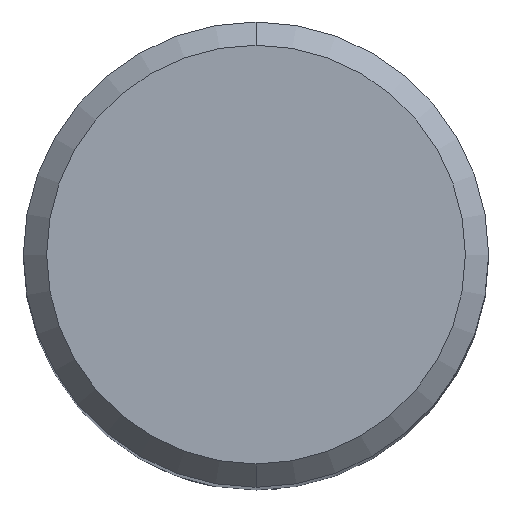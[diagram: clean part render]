
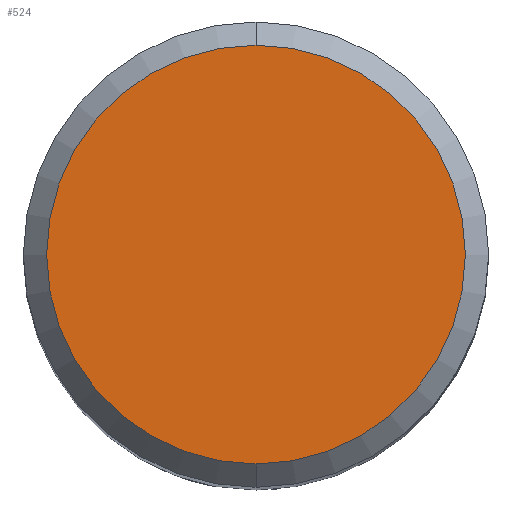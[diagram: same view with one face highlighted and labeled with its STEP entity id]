
A CAD part, top view. The second image highlights one B-rep face of the part: STEP entity #524.
In plain terms, the highlighted planar face has unit normal (0, 0, 1).
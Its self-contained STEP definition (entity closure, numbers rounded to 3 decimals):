
#330=VERTEX_POINT('',#921);
#420=VERTEX_POINT('',#1022);
#524=ADVANCED_FACE('',(#1135),#1136,.T.);
#558=EDGE_CURVE('',#330,#420,#1172,.T.);
#764=EDGE_CURVE('',#420,#330,#1397,.T.);
#921=CARTESIAN_POINT('',(0.,-9.0,0.0));
#1022=CARTESIAN_POINT('',(0.0,9.0,0.0));
#1135=FACE_OUTER_BOUND('',#3872,.T.);
#1136=PLANE('',#3873);
#1172=CIRCLE('',#3968,9.0);
#1397=CIRCLE('',#9649,9.0);
#3872=EDGE_LOOP('',(#10945,#10946));
#3873=AXIS2_PLACEMENT_3D('',#10947,#10948,#10949);
#3968=AXIS2_PLACEMENT_3D('',#10987,#10988,#10989);
#9649=AXIS2_PLACEMENT_3D('',#11210,#11211,#11212);
#10945=ORIENTED_EDGE('',*,*,#764,.F.);
#10946=ORIENTED_EDGE('',*,*,#558,.F.);
#10947=CARTESIAN_POINT('',(0.0,4.5,0.0));
#10948=DIRECTION('',(-0.0,0.0,1.0));
#10949=DIRECTION('',(0.0,-1.0,0.0));
#10987=CARTESIAN_POINT('',(0.0,0.0,0.0));
#10988=DIRECTION('',(0.0,0.0,-1.0));
#10989=DIRECTION('',(0.0,1.0,0.0));
#11210=CARTESIAN_POINT('',(0.0,0.0,0.0));
#11211=DIRECTION('',(0.0,0.0,-1.0));
#11212=DIRECTION('',(0.0,1.0,0.0));
